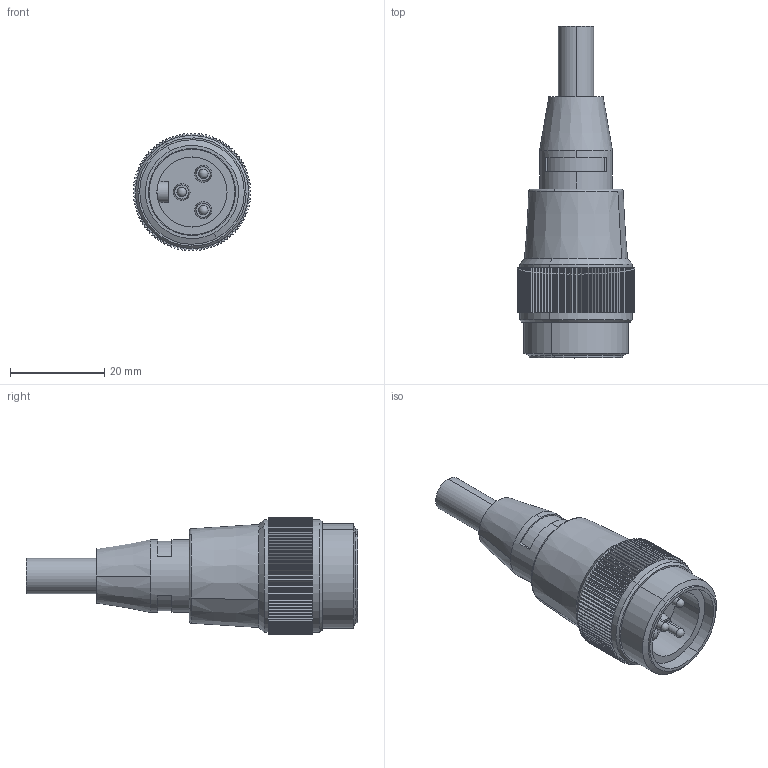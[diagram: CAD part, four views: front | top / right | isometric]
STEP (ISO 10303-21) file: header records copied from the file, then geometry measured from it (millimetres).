
FILE_DESCRIPTION((''),'2;1');
FILE_NAME('MZ3-M_ASM','2019-04-24T',('Administrator'),(''),'PRO/ENGINEER BY PARAMETRIC TECHNOLOGY CORPORATION, 2012480','PRO/ENGINEER BY PARAMETRIC TECHNOLOGY CORPORATION, 2012480','');
FILE_SCHEMA(('CONFIG_CONTROL_DESIGN'));
Length unit declared in the file: millimetre
Products named in the file (1): MZ3-M_ASM
Bounding box: 25 x 70.5 x 25 mm (x, y, z)
Volume: 15317.3 mm3; surface area: 9564.6 mm2
Topology: 1 solids, 13 shells, 469 faces, 1260 edges, 830 vertices
Faces by surface type: plane 259, cylinder 181, cone 22, torus 4, sphere 3
Entity records: 14716 total; most frequent: DIRECTION 2595, CARTESIAN_POINT 2564, ORIENTED_EDGE 2496, EDGE_CURVE 1248, AXIS2_PLACEMENT_3D 880, VECTOR 835, LINE 835, VERTEX_POINT 830
